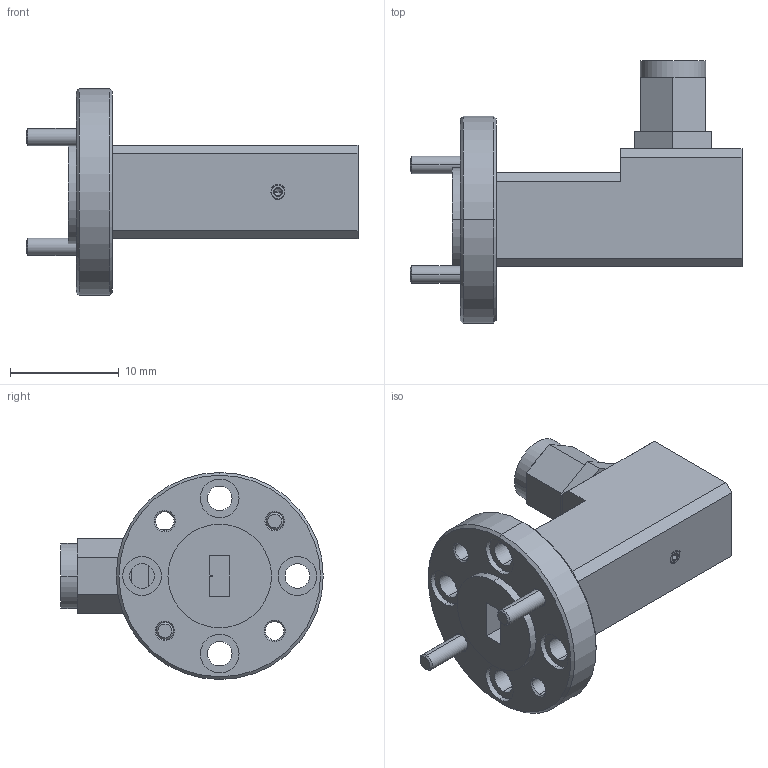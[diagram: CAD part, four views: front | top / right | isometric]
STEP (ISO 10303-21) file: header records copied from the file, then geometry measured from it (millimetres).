
FILE_DESCRIPTION (( 'STEP AP203' ), '1' );
FILE_NAME ('SWC-151M-R1.STEP', '2018-10-20T00:31:33', ( '' ), ( '' ), 'SwSTEP 2.0', 'SolidWorks 2016', '' );
FILE_SCHEMA (( 'CONFIG_CONTROL_DESIGN' ));
Length unit declared in the file: inch
Products named in the file (1): SWC-151M-R1
Bounding box: 30.54 x 24.15 x 19.05 mm (x, y, z)
Volume: 2812.4 mm3; surface area: 2694.3 mm2
Topology: 6 solids, 6 shells, 290 faces, 684 edges, 415 vertices
Faces by surface type: cylinder 105, cone 98, plane 85, bspline 2
Entity records: 9198 total; most frequent: CARTESIAN_POINT 2637, ORIENTED_EDGE 1352, DIRECTION 1325, EDGE_CURVE 676, AXIS2_PLACEMENT_3D 508, VERTEX_POINT 415, EDGE_LOOP 327, LINE 309
